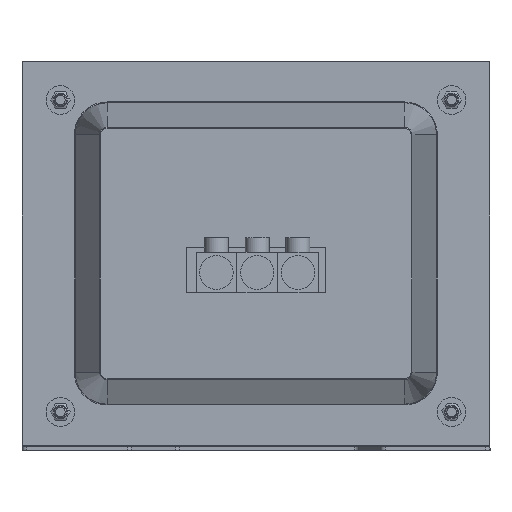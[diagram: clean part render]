
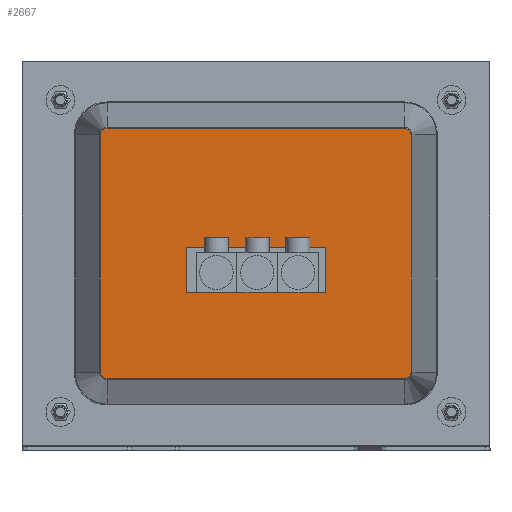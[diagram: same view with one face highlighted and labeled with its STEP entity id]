
A CAD part, front view. The second image highlights one B-rep face of the part: STEP entity #2667.
In plain terms, the highlighted face is planar.
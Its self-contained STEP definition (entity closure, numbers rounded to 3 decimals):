
#300=FACE_BOUND('',#1136,.T.);
#380=PLANE('',#3096);
#528=LINE('',#4487,#730);
#532=LINE('',#4495,#734);
#535=LINE('',#4501,#737);
#538=LINE('',#4506,#740);
#560=LINE('',#4586,#762);
#562=LINE('',#4606,#764);
#565=LINE('',#4613,#767);
#567=LINE('',#4628,#769);
#730=VECTOR('',#3651,10.);
#734=VECTOR('',#3657,10.);
#737=VECTOR('',#3662,10.);
#740=VECTOR('',#3667,10.);
#762=VECTOR('',#3751,10.);
#764=VECTOR('',#3775,10.);
#767=VECTOR('',#3782,10.);
#769=VECTOR('',#3802,10.);
#959=FACE_OUTER_BOUND('',#1135,.T.);
#1135=EDGE_LOOP('',(#2430,#2431,#2432,#2433,#2434,#2435,#2436,#2437));
#1136=EDGE_LOOP('',(#2438,#2439,#2440,#2441));
#1252=CIRCLE('',#3071,2.728);
#1256=CIRCLE('',#3076,2.728);
#1260=CIRCLE('',#3083,2.728);
#1264=CIRCLE('',#3088,2.728);
#1432=VERTEX_POINT('',#4485);
#1433=VERTEX_POINT('',#4486);
#1436=VERTEX_POINT('',#4494);
#1438=VERTEX_POINT('',#4500);
#1465=VERTEX_POINT('',#4583);
#1466=VERTEX_POINT('',#4585);
#1469=VERTEX_POINT('',#4592);
#1470=VERTEX_POINT('',#4597);
#1473=VERTEX_POINT('',#4604);
#1474=VERTEX_POINT('',#4609);
#1477=VERTEX_POINT('',#4616);
#1478=VERTEX_POINT('',#4621);
#1733=EDGE_CURVE('',#1432,#1433,#528,.T.);
#1737=EDGE_CURVE('',#1436,#1432,#532,.T.);
#1740=EDGE_CURVE('',#1438,#1436,#535,.T.);
#1743=EDGE_CURVE('',#1433,#1438,#538,.T.);
#1782=EDGE_CURVE('',#1465,#1466,#560,.T.);
#1786=EDGE_CURVE('',#1469,#1465,#1252,.T.);
#1790=EDGE_CURVE('',#1466,#1470,#1256,.T.);
#1792=EDGE_CURVE('',#1473,#1469,#562,.T.);
#1796=EDGE_CURVE('',#1470,#1474,#565,.T.);
#1798=EDGE_CURVE('',#1477,#1473,#1260,.T.);
#1802=EDGE_CURVE('',#1474,#1478,#1264,.T.);
#1804=EDGE_CURVE('',#1478,#1477,#567,.T.);
#2430=ORIENTED_EDGE('',*,*,#1782,.F.);
#2431=ORIENTED_EDGE('',*,*,#1786,.F.);
#2432=ORIENTED_EDGE('',*,*,#1792,.F.);
#2433=ORIENTED_EDGE('',*,*,#1798,.F.);
#2434=ORIENTED_EDGE('',*,*,#1804,.F.);
#2435=ORIENTED_EDGE('',*,*,#1802,.F.);
#2436=ORIENTED_EDGE('',*,*,#1796,.F.);
#2437=ORIENTED_EDGE('',*,*,#1790,.F.);
#2438=ORIENTED_EDGE('',*,*,#1733,.T.);
#2439=ORIENTED_EDGE('',*,*,#1743,.T.);
#2440=ORIENTED_EDGE('',*,*,#1740,.T.);
#2441=ORIENTED_EDGE('',*,*,#1737,.T.);
#2667=ADVANCED_FACE('',(#959,#300),#380,.T.);
#3071=AXIS2_PLACEMENT_3D('',#4594,#3759,#3760);
#3076=AXIS2_PLACEMENT_3D('',#4601,#3769,#3770);
#3083=AXIS2_PLACEMENT_3D('',#4618,#3787,#3788);
#3088=AXIS2_PLACEMENT_3D('',#4625,#3797,#3798);
#3096=AXIS2_PLACEMENT_3D('',#4647,#3822,#3823);
#3651=DIRECTION('',(0.,0.,-1.));
#3657=DIRECTION('',(-1.,0.,0.));
#3662=DIRECTION('',(0.,0.,1.));
#3667=DIRECTION('',(1.,0.,0.));
#3751=DIRECTION('',(1.,0.,0.));
#3759=DIRECTION('center_axis',(0.,-1.,0.));
#3760=DIRECTION('ref_axis',(-0.707,0.,-0.707));
#3769=DIRECTION('center_axis',(0.,-1.,0.));
#3770=DIRECTION('ref_axis',(0.707,0.,-0.707));
#3775=DIRECTION('',(0.,0.,-1.));
#3782=DIRECTION('',(0.,0.,1.));
#3787=DIRECTION('center_axis',(0.,-1.,0.));
#3788=DIRECTION('ref_axis',(-0.707,0.,0.707));
#3797=DIRECTION('center_axis',(0.,-1.,0.));
#3798=DIRECTION('ref_axis',(0.707,0.,0.707));
#3802=DIRECTION('',(-1.,0.,0.));
#3822=DIRECTION('center_axis',(0.,1.,0.));
#3823=DIRECTION('ref_axis',(0.,0.,1.));
#4485=CARTESIAN_POINT('',(-84.613,60.,126.5));
#4486=CARTESIAN_POINT('',(-84.613,60.,68.5));
#4487=CARTESIAN_POINT('',(-84.613,60.,112.04));
#4494=CARTESIAN_POINT('',(-65.613,60.,126.5));
#4495=CARTESIAN_POINT('',(-73.835,60.,126.5));
#4500=CARTESIAN_POINT('',(-65.613,60.,68.5));
#4501=CARTESIAN_POINT('',(-65.613,60.,83.04));
#4506=CARTESIAN_POINT('',(-83.335,60.,68.5));
#4583=CARTESIAN_POINT('',(-131.51,60.,32.901));
#4585=CARTESIAN_POINT('',(-32.606,60.,32.901));
#4586=CARTESIAN_POINT('',(-57.332,60.,32.901));
#4592=CARTESIAN_POINT('',(-134.238,60.,35.629));
#4594=CARTESIAN_POINT('Origin',(-131.51,60.,35.629));
#4597=CARTESIAN_POINT('',(-29.877,60.,35.629));
#4601=CARTESIAN_POINT('Origin',(-32.606,60.,35.629));
#4604=CARTESIAN_POINT('',(-134.238,60.,159.533));
#4606=CARTESIAN_POINT('',(-134.238,60.,66.605));
#4609=CARTESIAN_POINT('',(-29.877,60.,159.533));
#4613=CARTESIAN_POINT('',(-29.877,60.,128.557));
#4616=CARTESIAN_POINT('',(-131.51,60.,162.261));
#4618=CARTESIAN_POINT('Origin',(-131.51,60.,159.533));
#4621=CARTESIAN_POINT('',(-32.606,60.,162.261));
#4625=CARTESIAN_POINT('Origin',(-32.606,60.,159.533));
#4628=CARTESIAN_POINT('',(-106.784,60.,162.261));
#4647=CARTESIAN_POINT('Origin',(-82.058,60.,97.581));
